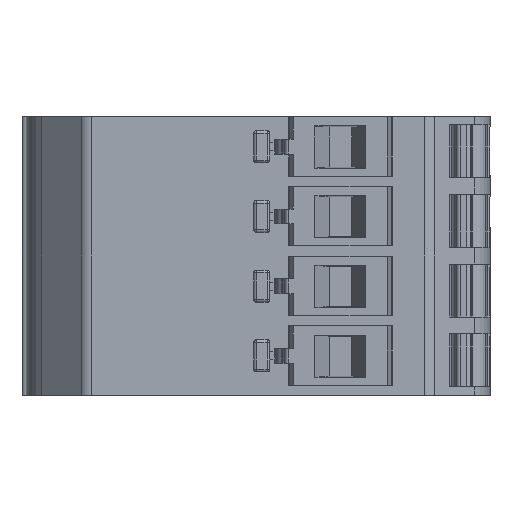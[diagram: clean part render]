
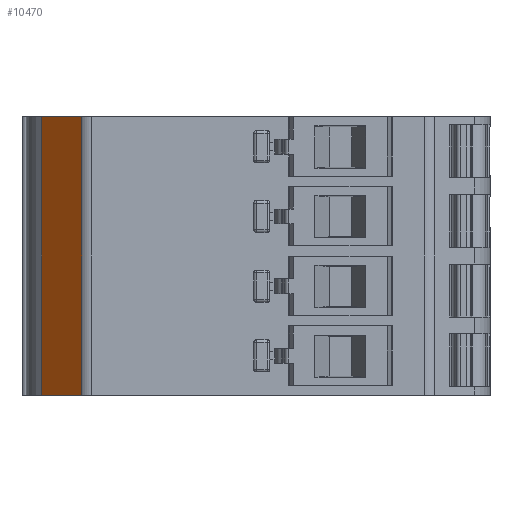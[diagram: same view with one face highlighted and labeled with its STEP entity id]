
A CAD part, front view. The second image highlights one B-rep face of the part: STEP entity #10470.
In plain terms, the highlighted planar face has unit normal (-0.707, -0.707, 0).
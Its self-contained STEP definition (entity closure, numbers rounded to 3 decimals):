
#536 = ORIENTED_EDGE ( 'NONE', *, *, #10985, .T. ) ;
#1896 = VERTEX_POINT ( 'NONE', #18527 ) ;
#1984 = DIRECTION ( 'NONE',  ( -0.707, -0.707, 0. ) ) ;
#3842 = PLANE ( 'NONE',  #5795 ) ;
#3977 = DIRECTION ( 'NONE',  ( 0.707, -0.707, 0. ) ) ;
#4011 = FACE_OUTER_BOUND ( 'NONE', #11435, .T. ) ;
#4387 = CARTESIAN_POINT ( 'NONE',  ( -22.272, 18.359, -31.206 ) ) ;
#4755 = VECTOR ( 'NONE', #3977, 1000. ) ;
#4899 = VERTEX_POINT ( 'NONE', #15544 ) ;
#5193 = CARTESIAN_POINT ( 'NONE',  ( -19.287, 15.374, -31.206 ) ) ;
#5299 = LINE ( 'NONE', #21009, #4755 ) ;
#5481 = CARTESIAN_POINT ( 'NONE',  ( -19.287, 15.374, -31.206 ) ) ;
#5795 = AXIS2_PLACEMENT_3D ( 'NONE', #5481, #1984, #12295 ) ;
#5837 = ORIENTED_EDGE ( 'NONE', *, *, #8853, .T. ) ;
#5855 = CARTESIAN_POINT ( 'NONE',  ( -22.272, 18.359, 5.15 ) ) ;
#6894 = DIRECTION ( 'NONE',  ( 0., 0., 1. ) ) ;
#8037 = EDGE_CURVE ( 'NONE', #12751, #9410, #16208, .T. ) ;
#8853 = EDGE_CURVE ( 'NONE', #1896, #4899, #15095, .T. ) ;
#9012 = EDGE_CURVE ( 'NONE', #12751, #4899, #5299, .T. ) ;
#9054 = VECTOR ( 'NONE', #13599, 1000. ) ;
#9410 = VERTEX_POINT ( 'NONE', #20470 ) ;
#10215 = CARTESIAN_POINT ( 'NONE',  ( -19.287, 15.374, -15.65 ) ) ;
#10470 = ADVANCED_FACE ( 'NONE', ( #4011 ), #3842, .T. ) ;
#10497 = ORIENTED_EDGE ( 'NONE', *, *, #8037, .T. ) ;
#10985 = EDGE_CURVE ( 'NONE', #9410, #1896, #13564, .T. ) ;
#11435 = EDGE_LOOP ( 'NONE', ( #10497, #536, #5837, #20083 ) ) ;
#12295 = DIRECTION ( 'NONE',  ( 0.707, -0.707, 0. ) ) ;
#12701 = VECTOR ( 'NONE', #6894, 1000. ) ;
#12751 = VERTEX_POINT ( 'NONE', #5855 ) ;
#13564 = LINE ( 'NONE', #10215, #9054 ) ;
#13599 = DIRECTION ( 'NONE',  ( 0.707, -0.707, 0. ) ) ;
#15095 = LINE ( 'NONE', #5193, #12701 ) ;
#15141 = VECTOR ( 'NONE', #16030, 1000. ) ;
#15544 = CARTESIAN_POINT ( 'NONE',  ( -19.287, 15.374, 5.15 ) ) ;
#16030 = DIRECTION ( 'NONE',  ( 0., 0., -1. ) ) ;
#16208 = LINE ( 'NONE', #4387, #15141 ) ;
#18527 = CARTESIAN_POINT ( 'NONE',  ( -19.287, 15.374, -15.65 ) ) ;
#20083 = ORIENTED_EDGE ( 'NONE', *, *, #9012, .F. ) ;
#20470 = CARTESIAN_POINT ( 'NONE',  ( -22.272, 18.359, -15.65 ) ) ;
#21009 = CARTESIAN_POINT ( 'NONE',  ( -22.272, 18.359, 5.15 ) ) ;
